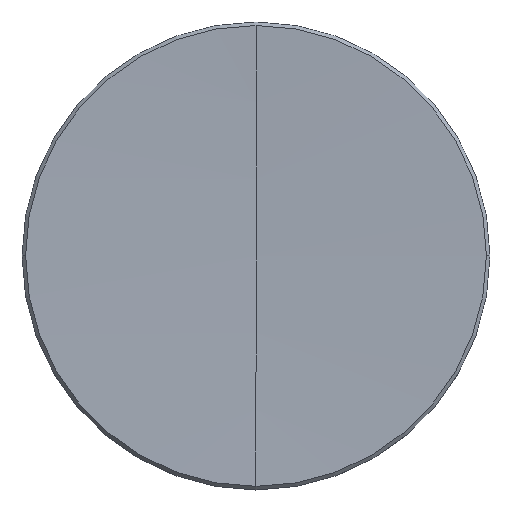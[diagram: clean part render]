
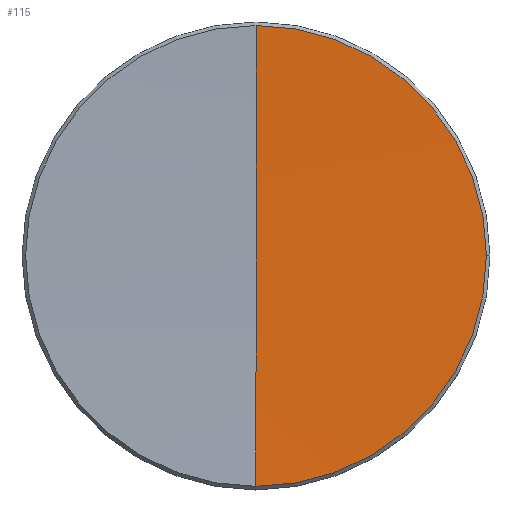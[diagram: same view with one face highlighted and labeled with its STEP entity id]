
A CAD part, top view. The second image highlights one B-rep face of the part: STEP entity #115.
In plain terms, the highlighted spherical face has radius 317.8 mm.
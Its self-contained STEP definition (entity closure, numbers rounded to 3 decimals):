
#1 = DIRECTION ( 'NONE',  ( 0., 1., 0. ) ) ;
#16 = CIRCLE ( 'NONE', #113, 317.8 ) ;
#22 = CARTESIAN_POINT ( 'NONE',  ( 0., 0., 331.146 ) ) ;
#23 = CARTESIAN_POINT ( 'NONE',  ( 0., -12.508, 13.592 ) ) ;
#25 = SPHERICAL_SURFACE ( 'NONE', #326, 317.8 ) ;
#37 = VERTEX_POINT ( 'NONE', #330 ) ;
#54 = DIRECTION ( 'NONE',  ( 0., 0., 1. ) ) ;
#62 = VERTEX_POINT ( 'NONE', #200 ) ;
#65 = VERTEX_POINT ( 'NONE', #23 ) ;
#84 = AXIS2_PLACEMENT_3D ( 'NONE', #98, #231, #202 ) ;
#85 = EDGE_CURVE ( 'NONE', #37, #143, #16, .T. ) ;
#94 = CIRCLE ( 'NONE', #180, 317.8 ) ;
#98 = CARTESIAN_POINT ( 'NONE',  ( 0., 0., 13.592 ) ) ;
#100 = DIRECTION ( 'NONE',  ( -1., 0., 0. ) ) ;
#111 = EDGE_CURVE ( 'NONE', #62, #143, #256, .T. ) ;
#113 = AXIS2_PLACEMENT_3D ( 'NONE', #22, #301, #279 ) ;
#115 = ADVANCED_FACE ( 'NONE', ( #280 ), #25, .F. ) ;
#117 = ORIENTED_EDGE ( 'NONE', *, *, #146, .T. ) ;
#128 = AXIS2_PLACEMENT_3D ( 'NONE', #264, #54, #183 ) ;
#143 = VERTEX_POINT ( 'NONE', #267 ) ;
#146 = EDGE_CURVE ( 'NONE', #65, #62, #232, .T. ) ;
#165 = ORIENTED_EDGE ( 'NONE', *, *, #85, .F. ) ;
#180 = AXIS2_PLACEMENT_3D ( 'NONE', #217, #316, #299 ) ;
#183 = DIRECTION ( 'NONE',  ( 1., 0., 0. ) ) ;
#200 = CARTESIAN_POINT ( 'NONE',  ( 12.508, 0., 13.592 ) ) ;
#202 = DIRECTION ( 'NONE',  ( 1., 0., 0. ) ) ;
#217 = CARTESIAN_POINT ( 'NONE',  ( 0., 0., 331.146 ) ) ;
#231 = DIRECTION ( 'NONE',  ( 0., 0., 1. ) ) ;
#232 = CIRCLE ( 'NONE', #128, 12.508 ) ;
#255 = ORIENTED_EDGE ( 'NONE', *, *, #281, .T. ) ;
#256 = CIRCLE ( 'NONE', #84, 12.508 ) ;
#264 = CARTESIAN_POINT ( 'NONE',  ( 0., 0., 13.592 ) ) ;
#267 = CARTESIAN_POINT ( 'NONE',  ( 0., 12.508, 13.592 ) ) ;
#272 = ORIENTED_EDGE ( 'NONE', *, *, #111, .T. ) ;
#279 = DIRECTION ( 'NONE',  ( 0., 0., -1. ) ) ;
#280 = FACE_OUTER_BOUND ( 'NONE', #296, .T. ) ;
#281 = EDGE_CURVE ( 'NONE', #37, #65, #94, .T. ) ;
#296 = EDGE_LOOP ( 'NONE', ( #165, #255, #117, #272 ) ) ;
#299 = DIRECTION ( 'NONE',  ( 0., -1., 0. ) ) ;
#301 = DIRECTION ( 'NONE',  ( 1., 0., 0. ) ) ;
#316 = DIRECTION ( 'NONE',  ( -1., 0., 0. ) ) ;
#326 = AXIS2_PLACEMENT_3D ( 'NONE', #331, #100, #1 ) ;
#330 = CARTESIAN_POINT ( 'NONE',  ( 0., 0., 13.346 ) ) ;
#331 = CARTESIAN_POINT ( 'NONE',  ( 0., 0., 331.146 ) ) ;
